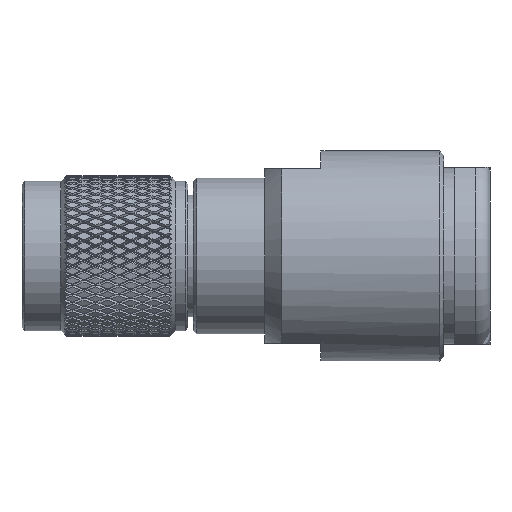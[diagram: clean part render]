
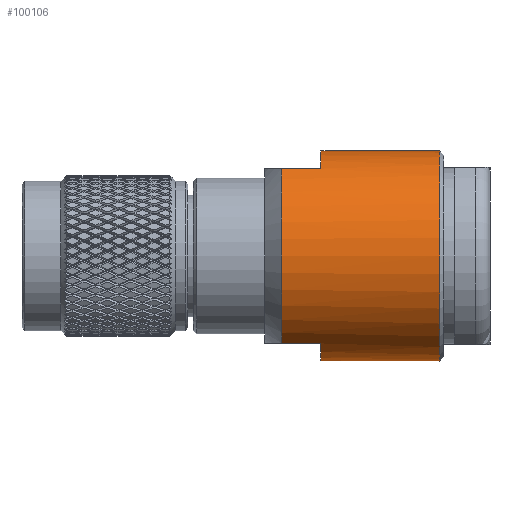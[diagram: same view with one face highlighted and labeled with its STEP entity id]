
A CAD part, front view. The second image highlights one B-rep face of the part: STEP entity #100106.
In plain terms, the highlighted cylindrical face has radius 9.495 mm (diameter 18.991 mm), a full revolution.
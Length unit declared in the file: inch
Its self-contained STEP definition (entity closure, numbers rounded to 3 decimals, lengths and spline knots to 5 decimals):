
#1333 = DIRECTION ( 'NONE',  ( -1., 0., 0. ) ) ;
#1585 = ORIENTED_EDGE ( 'NONE', *, *, #75532, .F. ) ;
#2475 = ORIENTED_EDGE ( 'NONE', *, *, #17623, .F. ) ;
#3250 = FACE_OUTER_BOUND ( 'NONE', #59781, .T. ) ;
#3371 = CIRCLE ( 'NONE', #94821, 0.37384 ) ;
#7196 = CIRCLE ( 'NONE', #69480, 0.37384 ) ;
#9597 = AXIS2_PLACEMENT_3D ( 'NONE', #15881, #84297, #27757 ) ;
#11295 = DIRECTION ( 'NONE',  ( 0., 0., 1. ) ) ;
#11906 = VERTEX_POINT ( 'NONE', #27430 ) ;
#13186 = VERTEX_POINT ( 'NONE', #46781 ) ;
#15881 = CARTESIAN_POINT ( 'NONE',  ( 0., 0., 0. ) ) ;
#17623 = EDGE_CURVE ( 'NONE', #11906, #44153, #3371, .T. ) ;
#17664 = CARTESIAN_POINT ( 'NONE',  ( 1.07486, 0.20741, -0.31102 ) ) ;
#17889 = LINE ( 'NONE', #89401, #89657 ) ;
#25393 = CARTESIAN_POINT ( 'NONE',  ( 0., 0.20741, -0.31102 ) ) ;
#27430 = CARTESIAN_POINT ( 'NONE',  ( 0.93597, -0.20741, -0.31102 ) ) ;
#27757 = DIRECTION ( 'NONE',  ( 0., 0., 1. ) ) ;
#30281 = DIRECTION ( 'NONE',  ( 1., 0., 0. ) ) ;
#31075 = CIRCLE ( 'NONE', #99779, 0.37384 ) ;
#31152 = DIRECTION ( 'NONE',  ( 0., 0., 1. ) ) ;
#32332 = CARTESIAN_POINT ( 'NONE',  ( 0.93597, -0.20741, 0.31102 ) ) ;
#33084 = AXIS2_PLACEMENT_3D ( 'NONE', #105251, #62188, #11295 ) ;
#33727 = ORIENTED_EDGE ( 'NONE', *, *, #50715, .F. ) ;
#36043 = VERTEX_POINT ( 'NONE', #62048 ) ;
#36784 = DIRECTION ( 'NONE',  ( 0., 0., 1. ) ) ;
#37819 = EDGE_CURVE ( 'NONE', #13186, #11906, #83291, .T. ) ;
#37904 = ORIENTED_EDGE ( 'NONE', *, *, #104413, .F. ) ;
#38348 = DIRECTION ( 'NONE',  ( 0., 0., 1. ) ) ;
#40770 = LINE ( 'NONE', #75540, #77974 ) ;
#41242 = CYLINDRICAL_SURFACE ( 'NONE', #9597, 0.37384 ) ;
#42121 = DIRECTION ( 'NONE',  ( -1., 0., 0. ) ) ;
#42874 = CARTESIAN_POINT ( 'NONE',  ( 0.93597, 0.20741, -0.31102 ) ) ;
#43555 = ORIENTED_EDGE ( 'NONE', *, *, #86690, .F. ) ;
#44153 = VERTEX_POINT ( 'NONE', #32332 ) ;
#44853 = CARTESIAN_POINT ( 'NONE',  ( 0.93597, 0., 0. ) ) ;
#46781 = CARTESIAN_POINT ( 'NONE',  ( 1.07486, -0.20741, -0.31102 ) ) ;
#48275 = DIRECTION ( 'NONE',  ( -1., 0., 0. ) ) ;
#48869 = EDGE_LOOP ( 'NONE', ( #61381 ) ) ;
#50715 = EDGE_CURVE ( 'NONE', #101830, #13186, #67325, .T. ) ;
#51155 = CARTESIAN_POINT ( 'NONE',  ( 1.07486, 0.20741, 0.31102 ) ) ;
#51408 = DIRECTION ( 'NONE',  ( 1., 0., 0. ) ) ;
#59781 = EDGE_LOOP ( 'NONE', ( #1585, #43555, #97226, #2475, #76347, #33727, #37904, #68369 ) ) ;
#61381 = ORIENTED_EDGE ( 'NONE', *, *, #66914, .T. ) ;
#61822 = FACE_OUTER_BOUND ( 'NONE', #48869, .T. ) ;
#62048 = CARTESIAN_POINT ( 'NONE',  ( 1.49679, 0., 0.37384 ) ) ;
#62188 = DIRECTION ( 'NONE',  ( -1., 0., 0. ) ) ;
#64319 = AXIS2_PLACEMENT_3D ( 'NONE', #99139, #48275, #31152 ) ;
#66205 = CARTESIAN_POINT ( 'NONE',  ( 0.93597, 0.20741, 0.31102 ) ) ;
#66914 = EDGE_CURVE ( 'NONE', #36043, #36043, #7196, .T. ) ;
#67325 = CIRCLE ( 'NONE', #64319, 0.37384 ) ;
#67665 = CIRCLE ( 'NONE', #33084, 0.37384 ) ;
#68369 = ORIENTED_EDGE ( 'NONE', *, *, #92733, .F. ) ;
#69480 = AXIS2_PLACEMENT_3D ( 'NONE', #71288, #70926, #36784 ) ;
#70926 = DIRECTION ( 'NONE',  ( -1., 0., 0. ) ) ;
#71288 = CARTESIAN_POINT ( 'NONE',  ( 1.49679, 0., 0. ) ) ;
#72490 = DIRECTION ( 'NONE',  ( -1., 0., 0. ) ) ;
#73815 = LINE ( 'NONE', #25393, #77789 ) ;
#75532 = EDGE_CURVE ( 'NONE', #85127, #93341, #40770, .T. ) ;
#75540 = CARTESIAN_POINT ( 'NONE',  ( 0., 0.20741, 0.31102 ) ) ;
#76347 = ORIENTED_EDGE ( 'NONE', *, *, #37819, .F. ) ;
#77789 = VECTOR ( 'NONE', #51408, 39.37008 ) ;
#77974 = VECTOR ( 'NONE', #42121, 39.37008 ) ;
#80262 = EDGE_CURVE ( 'NONE', #44153, #87609, #17889, .T. ) ;
#80339 = CARTESIAN_POINT ( 'NONE',  ( 0.93597, 0., 0. ) ) ;
#80618 = VECTOR ( 'NONE', #91853, 39.37008 ) ;
#81440 = CARTESIAN_POINT ( 'NONE',  ( 0., -0.20741, -0.31102 ) ) ;
#83291 = LINE ( 'NONE', #81440, #80618 ) ;
#84297 = DIRECTION ( 'NONE',  ( -1., 0., 0. ) ) ;
#84581 = CARTESIAN_POINT ( 'NONE',  ( 1.07486, -0.20741, 0.31102 ) ) ;
#85127 = VERTEX_POINT ( 'NONE', #51155 ) ;
#86690 = EDGE_CURVE ( 'NONE', #87609, #85127, #67665, .T. ) ;
#87609 = VERTEX_POINT ( 'NONE', #84581 ) ;
#89401 = CARTESIAN_POINT ( 'NONE',  ( 0., -0.20741, 0.31102 ) ) ;
#89587 = VERTEX_POINT ( 'NONE', #42874 ) ;
#89657 = VECTOR ( 'NONE', #30281, 39.37008 ) ;
#91853 = DIRECTION ( 'NONE',  ( -1., 0., 0. ) ) ;
#92733 = EDGE_CURVE ( 'NONE', #93341, #89587, #31075, .T. ) ;
#93341 = VERTEX_POINT ( 'NONE', #66205 ) ;
#94821 = AXIS2_PLACEMENT_3D ( 'NONE', #80339, #72490, #38348 ) ;
#95402 = DIRECTION ( 'NONE',  ( 0., 0., 1. ) ) ;
#97226 = ORIENTED_EDGE ( 'NONE', *, *, #80262, .F. ) ;
#99139 = CARTESIAN_POINT ( 'NONE',  ( 1.07486, 0., 0. ) ) ;
#99779 = AXIS2_PLACEMENT_3D ( 'NONE', #44853, #1333, #95402 ) ;
#100106 = ADVANCED_FACE ( 'NONE', ( #61822, #3250 ), #41242, .T. ) ;
#101830 = VERTEX_POINT ( 'NONE', #17664 ) ;
#104413 = EDGE_CURVE ( 'NONE', #89587, #101830, #73815, .T. ) ;
#105251 = CARTESIAN_POINT ( 'NONE',  ( 1.07486, 0., 0. ) ) ;
